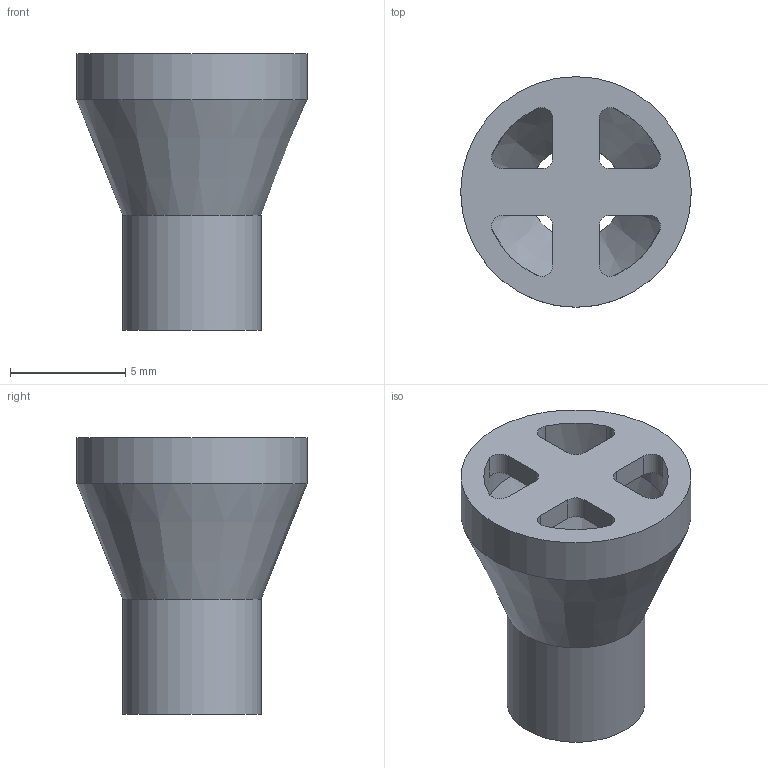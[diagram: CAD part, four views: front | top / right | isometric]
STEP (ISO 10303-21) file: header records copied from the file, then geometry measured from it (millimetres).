
FILE_DESCRIPTION(('STEP AP242'), '1');
FILE_NAME('itemNozzle', '', ('UNSPECIFIED'), ('UNSPECIFIED'), 'C3D Converter', 'C3D Toolkit', '');
FILE_SCHEMA(('AP242_MANAGED_MODEL_BASED_3D_ENGINEERING_MIM_LF { 1 0 10303 442 1 1 4 }'));
Length unit declared in the file: millimetre
Bounding box: 10 x 10 x 12 mm (x, y, z)
Volume: 273.9 mm3; surface area: 619.1 mm2
Topology: 1 solids, 1 shells, 29 faces, 86 edges, 56 vertices
Faces by surface type: cylinder 16, plane 11, cone 2
Full cylindrical faces by diameter (mm): 4 x1, 6 x1, 8 x1, 10 x1
Entity records: 1009 total; most frequent: DIRECTION 180, CARTESIAN_POINT 166, ORIENTED_EDGE 160, EDGE_CURVE 80, AXIS2_PLACEMENT_3D 70, VERTEX_POINT 56, EDGE_LOOP 40, CIRCLE 40
